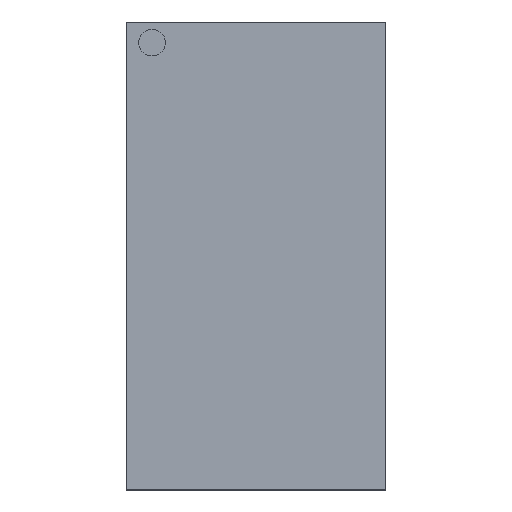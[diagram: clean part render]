
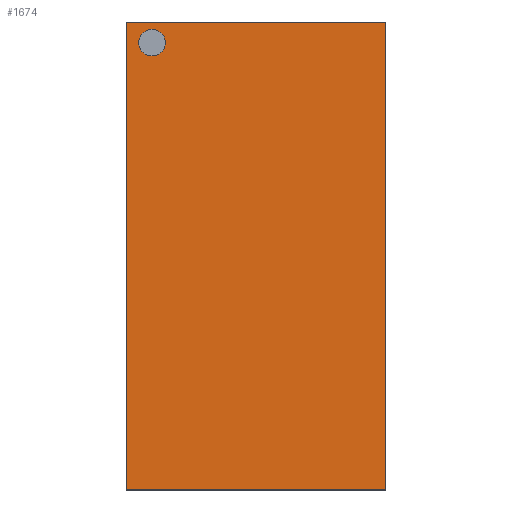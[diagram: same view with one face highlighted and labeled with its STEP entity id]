
A CAD part, top view. The second image highlights one B-rep face of the part: STEP entity #1674.
In plain terms, the highlighted planar face has unit normal (0, 0, 1).
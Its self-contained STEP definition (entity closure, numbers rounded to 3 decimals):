
#137 = CIRCLE ( 'NONE', #6353, 0.32 ) ;
#242 = CARTESIAN_POINT ( 'NONE',  ( -3.125, -5.625, 2.22 ) ) ;
#566 = ORIENTED_EDGE ( 'NONE', *, *, #781, .F. ) ;
#665 = DIRECTION ( 'NONE',  ( 1., 0., 0. ) ) ;
#705 = EDGE_LOOP ( 'NONE', ( #3444, #4717 ) ) ;
#763 = FACE_OUTER_BOUND ( 'NONE', #2528, .T. ) ;
#781 = EDGE_CURVE ( 'NONE', #791, #1838, #877, .T. ) ;
#791 = VERTEX_POINT ( 'NONE', #242 ) ;
#830 = CARTESIAN_POINT ( 'NONE',  ( -2.5, 5.13, 2.22 ) ) ;
#877 = LINE ( 'NONE', #3503, #5299 ) ;
#1145 = CARTESIAN_POINT ( 'NONE',  ( -3.125, 5.625, 2.22 ) ) ;
#1150 = VECTOR ( 'NONE', #4666, 1000. ) ;
#1346 = DIRECTION ( 'NONE',  ( 0., 0., -1. ) ) ;
#1398 = LINE ( 'NONE', #3989, #1150 ) ;
#1655 = LINE ( 'NONE', #6090, #6641 ) ;
#1674 = ADVANCED_FACE ( 'NONE', ( #6554, #763 ), #3290, .F. ) ;
#1838 = VERTEX_POINT ( 'NONE', #1145 ) ;
#2045 = VECTOR ( 'NONE', #6001, 1000. ) ;
#2075 = CARTESIAN_POINT ( 'NONE',  ( 3.125, -5.625, 2.22 ) ) ;
#2528 = EDGE_LOOP ( 'NONE', ( #566, #4573, #6747, #2841 ) ) ;
#2841 = ORIENTED_EDGE ( 'NONE', *, *, #3041, .F. ) ;
#3041 = EDGE_CURVE ( 'NONE', #1838, #8059, #1655, .T. ) ;
#3155 = LINE ( 'NONE', #2075, #2045 ) ;
#3212 = EDGE_CURVE ( 'NONE', #7653, #8059, #3155, .T. ) ;
#3290 = PLANE ( 'NONE',  #5991 ) ;
#3444 = ORIENTED_EDGE ( 'NONE', *, *, #6618, .F. ) ;
#3503 = CARTESIAN_POINT ( 'NONE',  ( -3.125, -5.625, 2.22 ) ) ;
#3702 = CARTESIAN_POINT ( 'NONE',  ( 3.125, 5.625, 2.22 ) ) ;
#3969 = EDGE_CURVE ( 'NONE', #6682, #7028, #7670, .T. ) ;
#3989 = CARTESIAN_POINT ( 'NONE',  ( -3.125, -5.625, 2.22 ) ) ;
#4026 = AXIS2_PLACEMENT_3D ( 'NONE', #830, #4694, #6538 ) ;
#4532 = DIRECTION ( 'NONE',  ( 0., 0., 1. ) ) ;
#4573 = ORIENTED_EDGE ( 'NONE', *, *, #5364, .T. ) ;
#4666 = DIRECTION ( 'NONE',  ( 1., 0., 0. ) ) ;
#4694 = DIRECTION ( 'NONE',  ( 0., 0., 1. ) ) ;
#4717 = ORIENTED_EDGE ( 'NONE', *, *, #3969, .F. ) ;
#5299 = VECTOR ( 'NONE', #6050, 1000. ) ;
#5307 = DIRECTION ( 'NONE',  ( -1., 0., 0. ) ) ;
#5338 = CARTESIAN_POINT ( 'NONE',  ( -2.5, 5.13, 2.22 ) ) ;
#5364 = EDGE_CURVE ( 'NONE', #791, #7653, #1398, .T. ) ;
#5991 = AXIS2_PLACEMENT_3D ( 'NONE', #7922, #1346, #5307 ) ;
#6001 = DIRECTION ( 'NONE',  ( 0., 1., 0. ) ) ;
#6050 = DIRECTION ( 'NONE',  ( 0., 1., 0. ) ) ;
#6090 = CARTESIAN_POINT ( 'NONE',  ( -3.125, 5.625, 2.22 ) ) ;
#6171 = CARTESIAN_POINT ( 'NONE',  ( -2.82, 5.13, 2.22 ) ) ;
#6353 = AXIS2_PLACEMENT_3D ( 'NONE', #5338, #4532, #665 ) ;
#6538 = DIRECTION ( 'NONE',  ( 1., 0., 0. ) ) ;
#6554 = FACE_BOUND ( 'NONE', #705, .T. ) ;
#6618 = EDGE_CURVE ( 'NONE', #7028, #6682, #137, .T. ) ;
#6641 = VECTOR ( 'NONE', #7367, 1000. ) ;
#6682 = VERTEX_POINT ( 'NONE', #6171 ) ;
#6747 = ORIENTED_EDGE ( 'NONE', *, *, #3212, .T. ) ;
#7028 = VERTEX_POINT ( 'NONE', #7606 ) ;
#7367 = DIRECTION ( 'NONE',  ( 1., 0., 0. ) ) ;
#7606 = CARTESIAN_POINT ( 'NONE',  ( -2.18, 5.13, 2.22 ) ) ;
#7653 = VERTEX_POINT ( 'NONE', #7732 ) ;
#7670 = CIRCLE ( 'NONE', #4026, 0.32 ) ;
#7732 = CARTESIAN_POINT ( 'NONE',  ( 3.125, -5.625, 2.22 ) ) ;
#7922 = CARTESIAN_POINT ( 'NONE',  ( 0., 0., 2.22 ) ) ;
#8059 = VERTEX_POINT ( 'NONE', #3702 ) ;
